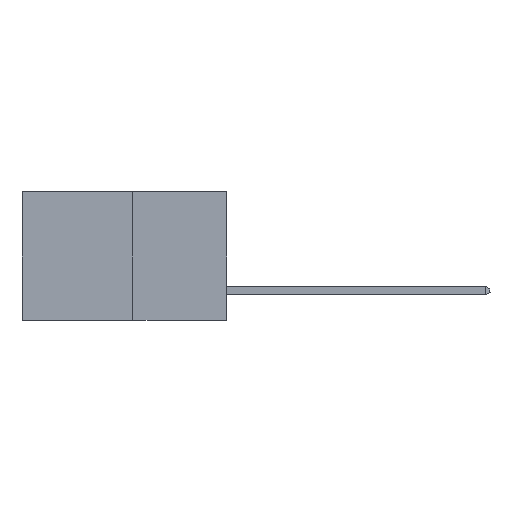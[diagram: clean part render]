
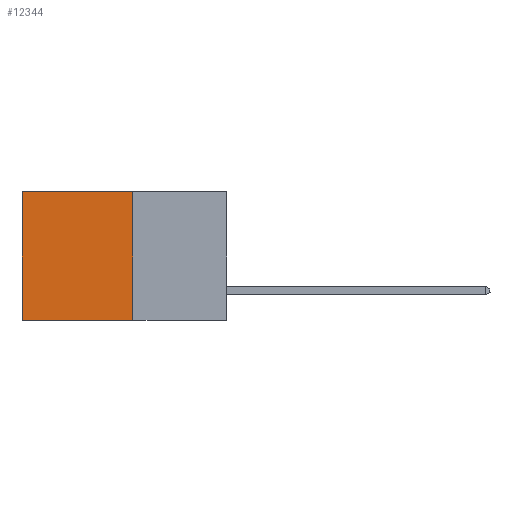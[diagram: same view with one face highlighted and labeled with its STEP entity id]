
A CAD part, left-side view. The second image highlights one B-rep face of the part: STEP entity #12344.
In plain terms, the highlighted planar face has unit normal (-1, 0, 0).
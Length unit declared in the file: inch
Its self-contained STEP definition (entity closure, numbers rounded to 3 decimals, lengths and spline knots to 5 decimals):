
#535 = ORIENTED_EDGE ( 'NONE', *, *, #15285, .F. ) ;
#754 = LINE ( 'NONE', #14049, #19974 ) ;
#1162 = VERTEX_POINT ( 'NONE', #20325 ) ;
#1269 = VERTEX_POINT ( 'NONE', #10338 ) ;
#1548 = LINE ( 'NONE', #15441, #7023 ) ;
#2805 = EDGE_CURVE ( 'NONE', #8203, #20140, #16356, .T. ) ;
#3169 = DIRECTION ( 'NONE',  ( 0., 1., 0. ) ) ;
#3682 = PLANE ( 'NONE',  #23212 ) ;
#4825 = CARTESIAN_POINT ( 'NONE',  ( 0.277, 0.59, 0. ) ) ;
#5019 = LINE ( 'NONE', #15897, #18807 ) ;
#5215 = EDGE_CURVE ( 'NONE', #20140, #1269, #5019, .T. ) ;
#5819 = ORIENTED_EDGE ( 'NONE', *, *, #10307, .F. ) ;
#6892 = EDGE_LOOP ( 'NONE', ( #7527, #535, #5819, #8903 ) ) ;
#7023 = VECTOR ( 'NONE', #15590, 39.37008 ) ;
#7363 = DIRECTION ( 'NONE',  ( 0., 0., -1. ) ) ;
#7527 = ORIENTED_EDGE ( 'NONE', *, *, #5215, .T. ) ;
#7654 = DIRECTION ( 'NONE',  ( 0., 1., 0. ) ) ;
#8203 = VERTEX_POINT ( 'NONE', #13627 ) ;
#8903 = ORIENTED_EDGE ( 'NONE', *, *, #2805, .T. ) ;
#10307 = EDGE_CURVE ( 'NONE', #8203, #1162, #1548, .T. ) ;
#10338 = CARTESIAN_POINT ( 'NONE',  ( 0.277, 0.59, -0.37 ) ) ;
#11027 = VECTOR ( 'NONE', #7654, 39.37008 ) ;
#12344 = ADVANCED_FACE ( 'NONE', ( #19572 ), #3682, .F. ) ;
#13627 = CARTESIAN_POINT ( 'NONE',  ( 0.277, 0.27, 0. ) ) ;
#14049 = CARTESIAN_POINT ( 'NONE',  ( 0.277, 0.27, -0.37 ) ) ;
#14423 = CARTESIAN_POINT ( 'NONE',  ( 0.277, 0.27, 0. ) ) ;
#15285 = EDGE_CURVE ( 'NONE', #1162, #1269, #754, .T. ) ;
#15441 = CARTESIAN_POINT ( 'NONE',  ( 0.277, 0.27, -0.37 ) ) ;
#15590 = DIRECTION ( 'NONE',  ( 0., 0., -1. ) ) ;
#15897 = CARTESIAN_POINT ( 'NONE',  ( 0.277, 0.59, -0.37 ) ) ;
#15944 = DIRECTION ( 'NONE',  ( 0., 0., -1. ) ) ;
#16356 = LINE ( 'NONE', #14423, #11027 ) ;
#16362 = CARTESIAN_POINT ( 'NONE',  ( 0.277, 0.27, -0.37 ) ) ;
#18115 = DIRECTION ( 'NONE',  ( 1., 0., 0. ) ) ;
#18807 = VECTOR ( 'NONE', #15944, 39.37008 ) ;
#19572 = FACE_OUTER_BOUND ( 'NONE', #6892, .T. ) ;
#19974 = VECTOR ( 'NONE', #3169, 39.37008 ) ;
#20140 = VERTEX_POINT ( 'NONE', #4825 ) ;
#20325 = CARTESIAN_POINT ( 'NONE',  ( 0.277, 0.27, -0.37 ) ) ;
#23212 = AXIS2_PLACEMENT_3D ( 'NONE', #16362, #18115, #7363 ) ;
